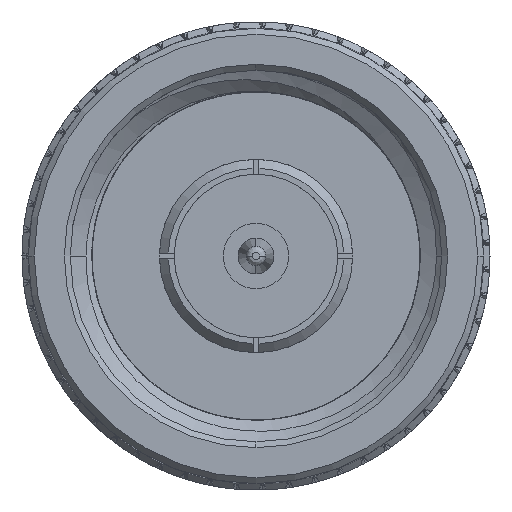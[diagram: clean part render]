
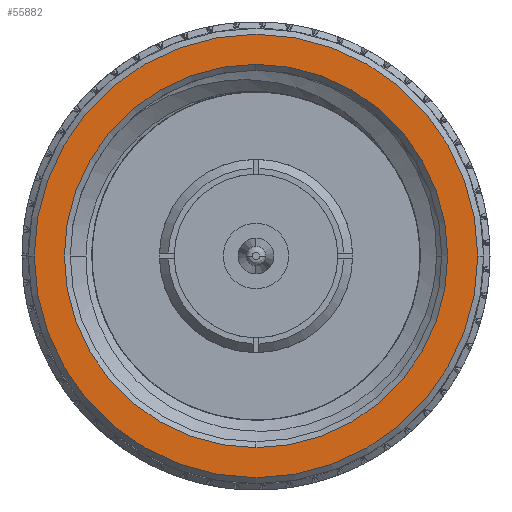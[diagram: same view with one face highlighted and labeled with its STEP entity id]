
A CAD part, left-side view. The second image highlights one B-rep face of the part: STEP entity #55882.
In plain terms, the highlighted planar face has unit normal (-1, 0, 0).
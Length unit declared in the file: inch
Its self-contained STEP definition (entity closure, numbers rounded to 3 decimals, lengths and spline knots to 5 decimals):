
#7054 = FACE_OUTER_BOUND ( 'NONE', #66057, .T. ) ;
#8828 = AXIS2_PLACEMENT_3D ( 'NONE', #22733, #30272, #30766 ) ;
#11580 = CARTESIAN_POINT ( 'NONE',  ( -0.09252, 0., 0.3225 ) ) ;
#13538 = AXIS2_PLACEMENT_3D ( 'NONE', #35078, #34064, #21011 ) ;
#14097 = ORIENTED_EDGE ( 'NONE', *, *, #47280, .T. ) ;
#14595 = FACE_BOUND ( 'NONE', #87818, .T. ) ;
#20468 = DIRECTION ( 'NONE',  ( -1., 0., 0. ) ) ;
#21011 = DIRECTION ( 'NONE',  ( 0., 0., 1. ) ) ;
#22733 = CARTESIAN_POINT ( 'NONE',  ( -0.09252, 0., 0. ) ) ;
#28037 = ORIENTED_EDGE ( 'NONE', *, *, #65737, .T. ) ;
#28486 = DIRECTION ( 'NONE',  ( 0., 1., 0. ) ) ;
#30272 = DIRECTION ( 'NONE',  ( 1., 0., 0. ) ) ;
#30467 = CIRCLE ( 'NONE', #65705, 0.37309 ) ;
#30766 = DIRECTION ( 'NONE',  ( 0., 0., 1. ) ) ;
#32517 = CARTESIAN_POINT ( 'NONE',  ( -0.09252, 0.37309, 0. ) ) ;
#33859 = DIRECTION ( 'NONE',  ( -1., 0., 0. ) ) ;
#33926 = CARTESIAN_POINT ( 'NONE',  ( -0.09252, 0., -0.3225 ) ) ;
#34064 = DIRECTION ( 'NONE',  ( 1., 0., 0. ) ) ;
#34361 = CIRCLE ( 'NONE', #13538, 0.3225 ) ;
#35078 = CARTESIAN_POINT ( 'NONE',  ( -0.09252, 0., 0. ) ) ;
#35552 = CARTESIAN_POINT ( 'NONE',  ( -0.09252, 0.38309, 0. ) ) ;
#36113 = CIRCLE ( 'NONE', #8828, 0.3225 ) ;
#40407 = CARTESIAN_POINT ( 'NONE',  ( -0.09252, 0., 0. ) ) ;
#41448 = VERTEX_POINT ( 'NONE', #33926 ) ;
#43065 = PLANE ( 'NONE',  #51027 ) ;
#44241 = VERTEX_POINT ( 'NONE', #11580 ) ;
#44869 = VERTEX_POINT ( 'NONE', #57053 ) ;
#47280 = EDGE_CURVE ( 'NONE', #41448, #44241, #34361, .T. ) ;
#51027 = AXIS2_PLACEMENT_3D ( 'NONE', #35552, #20468, #28486 ) ;
#55516 = EDGE_CURVE ( 'NONE', #44241, #41448, #36113, .T. ) ;
#55882 = ADVANCED_FACE ( 'NONE', ( #14595, #7054 ), #43065, .T. ) ;
#56955 = DIRECTION ( 'NONE',  ( 0., 1., 0. ) ) ;
#57053 = CARTESIAN_POINT ( 'NONE',  ( -0.09252, -0.37309, 0. ) ) ;
#64484 = DIRECTION ( 'NONE',  ( 0., 1., 0. ) ) ;
#65227 = ORIENTED_EDGE ( 'NONE', *, *, #55516, .T. ) ;
#65705 = AXIS2_PLACEMENT_3D ( 'NONE', #40407, #33859, #64484 ) ;
#65737 = EDGE_CURVE ( 'NONE', #44869, #68421, #83311, .T. ) ;
#66057 = EDGE_LOOP ( 'NONE', ( #72656, #28037 ) ) ;
#68421 = VERTEX_POINT ( 'NONE', #32517 ) ;
#72470 = CARTESIAN_POINT ( 'NONE',  ( -0.09252, 0., 0. ) ) ;
#72656 = ORIENTED_EDGE ( 'NONE', *, *, #82660, .T. ) ;
#82660 = EDGE_CURVE ( 'NONE', #68421, #44869, #30467, .T. ) ;
#83311 = CIRCLE ( 'NONE', #96089, 0.37309 ) ;
#87818 = EDGE_LOOP ( 'NONE', ( #65227, #14097 ) ) ;
#96089 = AXIS2_PLACEMENT_3D ( 'NONE', #72470, #96533, #56955 ) ;
#96533 = DIRECTION ( 'NONE',  ( -1., 0., 0. ) ) ;
